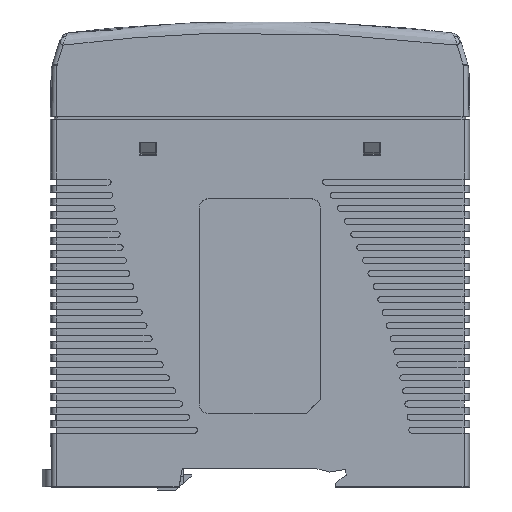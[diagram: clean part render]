
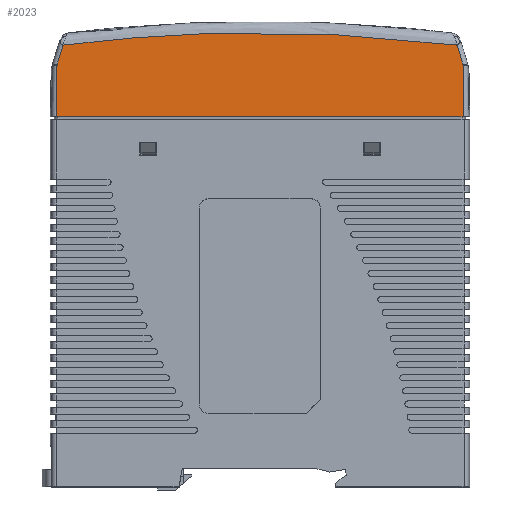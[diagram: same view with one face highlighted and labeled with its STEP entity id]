
A CAD part, left-side view. The second image highlights one B-rep face of the part: STEP entity #2023.
In plain terms, the highlighted planar face has unit normal (-1, 0, 0.018).
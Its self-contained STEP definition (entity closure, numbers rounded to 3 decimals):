
#846=CARTESIAN_POINT('',(-11.294,43.75,40.5));
#847=VERTEX_POINT('',#846);
#913=CARTESIAN_POINT('',(-11.294,-43.75,40.5));
#914=VERTEX_POINT('',#913);
#926=CARTESIAN_POINT('',(-11.294,43.75,40.5));
#927=DIRECTION('',(0.,-1.,0.));
#928=VECTOR('',#927,87.5);
#929=LINE('',#926,#928);
#930=EDGE_CURVE('',#847,#914,#929,.T.);
#1127=CARTESIAN_POINT('',(-11.1,43.566,51.587));
#1128=VERTEX_POINT('',#1127);
#1129=CARTESIAN_POINT('',(-11.1,43.566,51.587));
#1130=DIRECTION('',(-0.017,0.017,-1.));
#1131=VECTOR('',#1130,11.09);
#1132=LINE('',#1129,#1131);
#1133=EDGE_CURVE('',#1128,#847,#1132,.T.);
#1963=CARTESIAN_POINT('',(-11.1,-43.566,51.585));
#1964=VERTEX_POINT('',#1963);
#1978=CARTESIAN_POINT('',(-11.294,-43.75,40.5));
#1979=DIRECTION('',(0.017,0.017,1.));
#1980=VECTOR('',#1979,11.089);
#1981=LINE('',#1978,#1980);
#1982=EDGE_CURVE('',#914,#1964,#1981,.T.);
#1987=CARTESIAN_POINT('',(-11.136,0.,49.522));
#1988=DIRECTION('',(1.,0.,-0.017));
#1989=DIRECTION('',(0.,-1.,0.));
#1990=AXIS2_PLACEMENT_3D('',#1987,#1988,#1989);
#1991=PLANE('',#1990);
#1992=ORIENTED_EDGE('',*,*,#1133,.T.);
#1993=ORIENTED_EDGE('',*,*,#930,.T.);
#1994=ORIENTED_EDGE('',*,*,#1982,.T.);
#1995=CARTESIAN_POINT('',(-11.025,-42.287,55.873));
#1996=VERTEX_POINT('',#1995);
#1997=CARTESIAN_POINT('',(-11.1,-43.566,51.585));
#1998=DIRECTION('',(0.017,0.286,0.958));
#1999=VECTOR('',#1998,4.475);
#2000=LINE('',#1997,#1999);
#2001=EDGE_CURVE('',#1964,#1996,#2000,.T.);
#2002=ORIENTED_EDGE('',*,*,#2001,.T.);
#2003=CARTESIAN_POINT('',(-11.025,42.286,55.878));
#2004=VERTEX_POINT('',#2003);
#2005=CARTESIAN_POINT('',(-11.025,-42.287,55.873));
#2006=CARTESIAN_POINT('',(-11.01,-35.28,56.761));
#2007=CARTESIAN_POINT('',(-10.986,-21.202,58.097));
#2008=CARTESIAN_POINT('',(-10.975,-0.001,58.767));
#2009=CARTESIAN_POINT('',(-10.986,21.201,58.099));
#2010=CARTESIAN_POINT('',(-11.01,35.279,56.765));
#2011=CARTESIAN_POINT('',(-11.025,42.286,55.878));
#2012=B_SPLINE_CURVE_WITH_KNOTS('',3,(#2005,#2006,#2007,#2008,#2009,#2010,#2011),.UNSPECIFIED.,.F.,.F.,(4,1,1,1,4),(0.,0.25,0.5,0.75,1.),.UNSPECIFIED.);
#2013=EDGE_CURVE('',#1996,#2004,#2012,.T.);
#2014=ORIENTED_EDGE('',*,*,#2013,.T.);
#2015=CARTESIAN_POINT('',(-11.025,42.286,55.878));
#2016=DIRECTION('',(-0.017,0.286,-0.958));
#2017=VECTOR('',#2016,4.478);
#2018=LINE('',#2015,#2017);
#2019=EDGE_CURVE('',#2004,#1128,#2018,.T.);
#2020=ORIENTED_EDGE('',*,*,#2019,.T.);
#2021=EDGE_LOOP('',(#1992,#1993,#1994,#2002,#2014,#2020));
#2022=FACE_BOUND('',#2021,.T.);
#2023=ADVANCED_FACE('',(#2022),#1991,.F.);
